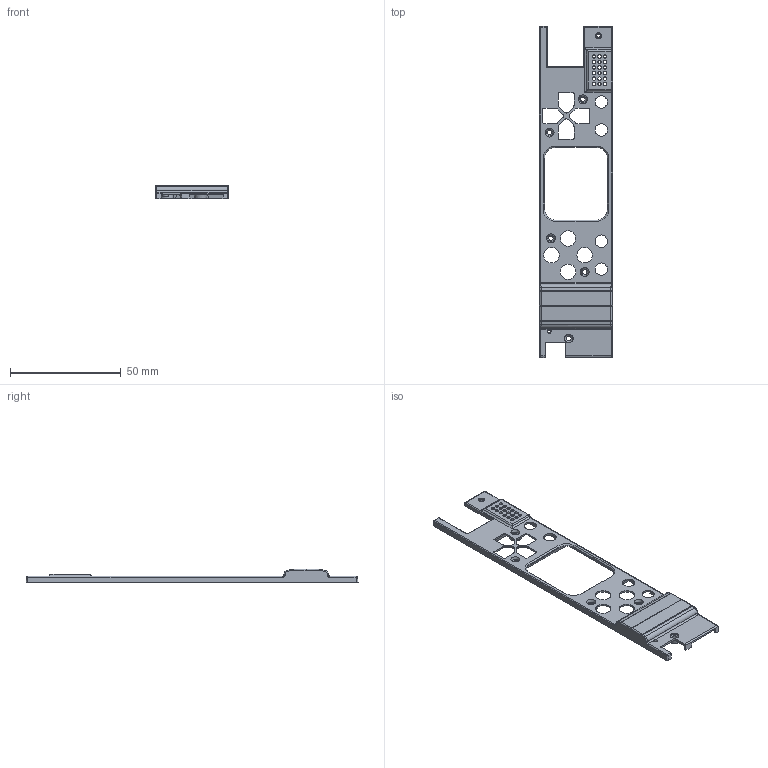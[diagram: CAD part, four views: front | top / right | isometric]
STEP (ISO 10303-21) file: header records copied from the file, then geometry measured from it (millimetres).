
FILE_DESCRIPTION(/* description */ ('STEP AP242','CAx-IF Rec.Pracs.---Representation and Presentation of Product Manufacturing Information (PMI)---4.0---2014-10-13','CAx-IF Rec.Pracs.---3D Tessellated Geometry---0.4---2014-09-14','2;1'),/* implementation_level */ '2;1');
FILE_NAME(/* name */ '679ac33c51f1056de75b56f4',/* time_stamp */ '2025-01-30T00:09:33Z',/* author */ (''),/* organization */ (''),/* preprocessor_version */ 'ST-DEVELOPER v20',/* originating_system */ 'ONSHAPE BY PTC INC, 1.192',/* authorisation */ ' ');
FILE_SCHEMA (('AP242_MANAGED_MODEL_BASED_3D_ENGINEERING_MIM_LF { 1 0 10303 442 1 1 4 }'));
Length unit declared in the file: metre
Products named in the file (1): Body
Bounding box: 33.11 x 149.8 x 6.2 mm (x, y, z)
Volume: 4258.8 mm3; surface area: 9402.1 mm2
Topology: 1 solids, 1 shells, 383 faces, 1077 edges, 702 vertices
Faces by surface type: plane 175, cylinder 91, cone 83, bspline 22, torus 10, sphere 2
Full cylindrical faces by diameter (mm): 1.5 x1, 1.508 x17
Entity records: 12288 total; most frequent: CARTESIAN_POINT 2448, DIRECTION 2071, ORIENTED_EDGE 1988, EDGE_CURVE 994, AXIS2_PLACEMENT_3D 753, VERTEX_POINT 671, LINE 565, VECTOR 565
